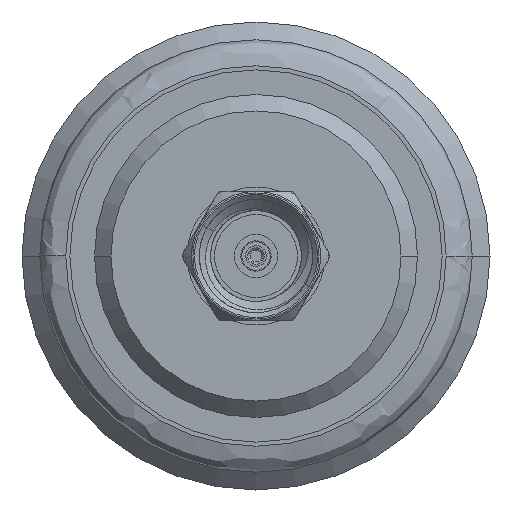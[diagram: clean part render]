
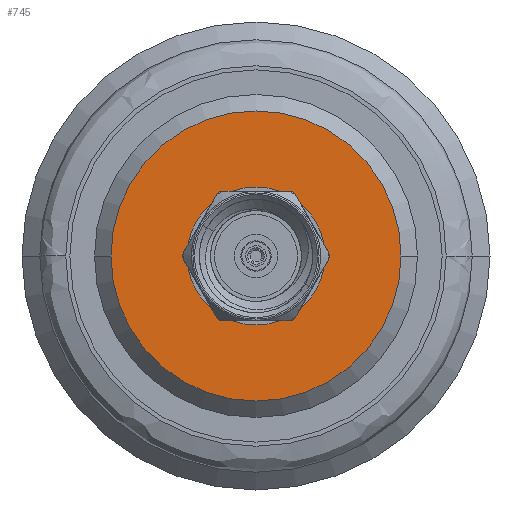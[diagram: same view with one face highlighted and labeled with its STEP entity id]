
A CAD part, left-side view. The second image highlights one B-rep face of the part: STEP entity #745.
In plain terms, the highlighted face is planar.
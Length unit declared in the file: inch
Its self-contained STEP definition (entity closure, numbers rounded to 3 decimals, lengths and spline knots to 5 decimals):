
#302 = CARTESIAN_POINT ( 'NONE',  ( 0.95378, 0., 0. ) ) ;
#499 = AXIS2_PLACEMENT_3D ( 'NONE', #15645, #5526, #1627 ) ;
#745 = ADVANCED_FACE ( 'NONE', ( #6260, #10776 ), #11334, .F. ) ;
#1057 = CARTESIAN_POINT ( 'NONE',  ( 0.95378, 0., 0. ) ) ;
#1497 = VERTEX_POINT ( 'NONE', #5364 ) ;
#1627 = DIRECTION ( 'NONE',  ( 0., 0., 1. ) ) ;
#2046 = CARTESIAN_POINT ( 'NONE',  ( 0.95378, -0.28473, -0.30029 ) ) ;
#2264 = ORIENTED_EDGE ( 'NONE', *, *, #3698, .T. ) ;
#2686 = AXIS2_PLACEMENT_3D ( 'NONE', #1057, #13914, #4953 ) ;
#2917 = EDGE_LOOP ( 'NONE', ( #11667, #5971 ) ) ;
#3215 = AXIS2_PLACEMENT_3D ( 'NONE', #5886, #11298, #15024 ) ;
#3353 = AXIS2_PLACEMENT_3D ( 'NONE', #2046, #11168, #11257 ) ;
#3698 = EDGE_CURVE ( 'NONE', #10019, #1497, #6336, .T. ) ;
#3743 = CIRCLE ( 'NONE', #2686, 0.053 ) ;
#4953 = DIRECTION ( 'NONE',  ( 0., 0., 1. ) ) ;
#5017 = CARTESIAN_POINT ( 'NONE',  ( 0.95378, 0., -0.053 ) ) ;
#5364 = CARTESIAN_POINT ( 'NONE',  ( 0.95378, 0., 0.17667 ) ) ;
#5526 = DIRECTION ( 'NONE',  ( 1., 0., 0. ) ) ;
#5621 = AXIS2_PLACEMENT_3D ( 'NONE', #302, #6692, #6776 ) ;
#5886 = CARTESIAN_POINT ( 'NONE',  ( 0.95378, 0., 0. ) ) ;
#5971 = ORIENTED_EDGE ( 'NONE', *, *, #11991, .F. ) ;
#6062 = EDGE_CURVE ( 'NONE', #9794, #9420, #14899, .T. ) ;
#6260 = FACE_BOUND ( 'NONE', #2917, .T. ) ;
#6336 = CIRCLE ( 'NONE', #499, 0.17667 ) ;
#6692 = DIRECTION ( 'NONE',  ( 1., 0., 0. ) ) ;
#6776 = DIRECTION ( 'NONE',  ( 0., 0., 1. ) ) ;
#9420 = VERTEX_POINT ( 'NONE', #5017 ) ;
#9794 = VERTEX_POINT ( 'NONE', #15253 ) ;
#10019 = VERTEX_POINT ( 'NONE', #13158 ) ;
#10637 = ORIENTED_EDGE ( 'NONE', *, *, #13841, .T. ) ;
#10776 = FACE_OUTER_BOUND ( 'NONE', #11318, .T. ) ;
#11168 = DIRECTION ( 'NONE',  ( -1., 0., 0. ) ) ;
#11257 = DIRECTION ( 'NONE',  ( 0., 0., 1. ) ) ;
#11298 = DIRECTION ( 'NONE',  ( 1., 0., 0. ) ) ;
#11318 = EDGE_LOOP ( 'NONE', ( #10637, #2264 ) ) ;
#11334 = PLANE ( 'NONE',  #3353 ) ;
#11667 = ORIENTED_EDGE ( 'NONE', *, *, #6062, .F. ) ;
#11991 = EDGE_CURVE ( 'NONE', #9420, #9794, #3743, .T. ) ;
#13158 = CARTESIAN_POINT ( 'NONE',  ( 0.95378, 0., -0.17667 ) ) ;
#13841 = EDGE_CURVE ( 'NONE', #1497, #10019, #14145, .T. ) ;
#13914 = DIRECTION ( 'NONE',  ( 1., 0., 0. ) ) ;
#14145 = CIRCLE ( 'NONE', #3215, 0.17667 ) ;
#14899 = CIRCLE ( 'NONE', #5621, 0.053 ) ;
#15024 = DIRECTION ( 'NONE',  ( 0., 0., 1. ) ) ;
#15253 = CARTESIAN_POINT ( 'NONE',  ( 0.95378, 0., 0.053 ) ) ;
#15645 = CARTESIAN_POINT ( 'NONE',  ( 0.95378, 0., 0. ) ) ;
